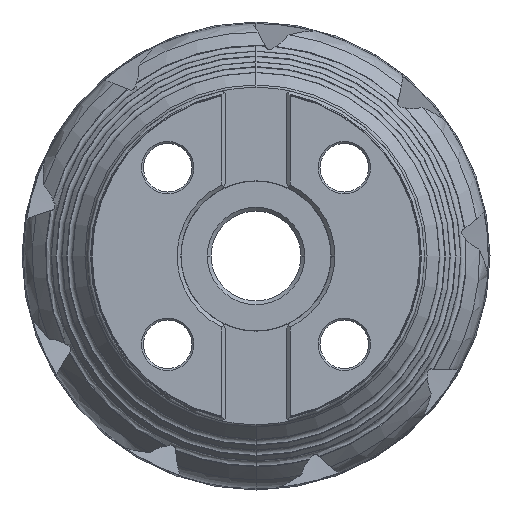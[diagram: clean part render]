
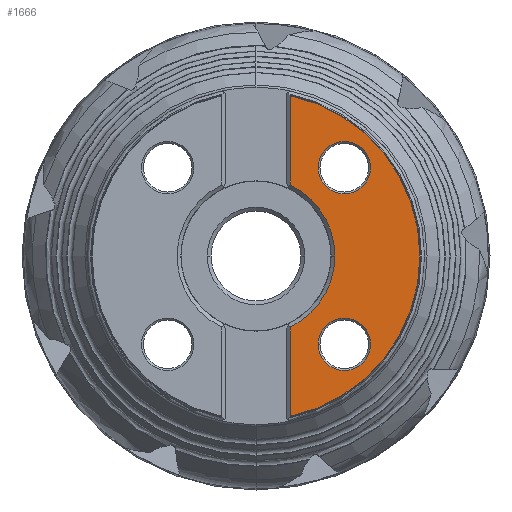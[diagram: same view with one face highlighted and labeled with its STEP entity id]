
A CAD part, left-side view. The second image highlights one B-rep face of the part: STEP entity #1666.
In plain terms, the highlighted planar face has unit normal (-1, 0, 0).
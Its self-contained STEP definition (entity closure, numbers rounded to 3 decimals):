
#1666 = ADVANCED_FACE ( 'NONE', ( #10120, #10124, #10126 ), #10574, .T. ) ;
#2147 = AXIS2_PLACEMENT_3D ( 'NONE', #2943, #2954, #2955 ) ;
#2148 = AXIS2_PLACEMENT_3D ( 'NONE', #2944, #2951, #2952 ) ;
#2149 = AXIS2_PLACEMENT_3D ( 'NONE', #2937, #2941, #2942 ) ;
#2150 = AXIS2_PLACEMENT_3D ( 'NONE', #2950, #2957, #2958 ) ;
#2591 = LINE ( 'NONE', #2938, #2595 ) ;
#2593 = LINE ( 'NONE', #2959, #2598 ) ;
#2595 = VECTOR ( 'NONE', #2939, 1000. ) ;
#2596 = CIRCLE ( 'NONE', #2149, 43.788 ) ;
#2597 = CIRCLE ( 'NONE', #2148, 7. ) ;
#2598 = VECTOR ( 'NONE', #2960, 1000. ) ;
#2599 = CIRCLE ( 'NONE', #2147, 7. ) ;
#2601 = CIRCLE ( 'NONE', #2150, 21.075 ) ;
#2937 = CARTESIAN_POINT ( 'NONE',  ( -61.25, 0., 0. ) ) ;
#2938 = CARTESIAN_POINT ( 'NONE',  ( -61.25, -9.2, 53.175 ) ) ;
#2939 = DIRECTION ( 'NONE',  ( 0., 0., -1. ) ) ;
#2941 = DIRECTION ( 'NONE',  ( 1., 0., 0. ) ) ;
#2942 = DIRECTION ( 'NONE',  ( 0., 0., -1. ) ) ;
#2943 = CARTESIAN_POINT ( 'NONE',  ( -61.25, -23.582, 23.582 ) ) ;
#2944 = CARTESIAN_POINT ( 'NONE',  ( -61.25, -23.582, -23.582 ) ) ;
#2950 = CARTESIAN_POINT ( 'NONE',  ( -61.25, 0., 0. ) ) ;
#2951 = DIRECTION ( 'NONE',  ( 1., 0., 0. ) ) ;
#2952 = DIRECTION ( 'NONE',  ( 0., 0., 1. ) ) ;
#2954 = DIRECTION ( 'NONE',  ( 1., 0., 0. ) ) ;
#2955 = DIRECTION ( 'NONE',  ( 0., 0., 1. ) ) ;
#2957 = DIRECTION ( 'NONE',  ( 1., 0., 0. ) ) ;
#2958 = DIRECTION ( 'NONE',  ( 0., 1., 0. ) ) ;
#2959 = CARTESIAN_POINT ( 'NONE',  ( -61.25, -9.2, 53.175 ) ) ;
#2960 = DIRECTION ( 'NONE',  ( 0., 0., -1. ) ) ;
#4537 = EDGE_CURVE ( 'NONE', #16285, #16286, #10539, .T. ) ;
#4592 = EDGE_CURVE ( 'NONE', #16220, #16222, #10692, .T. ) ;
#4730 = EDGE_CURVE ( 'NONE', #16278, #16279, #10986, .T. ) ;
#5468 = ORIENTED_EDGE ( 'NONE', *, *, #4537, .T. ) ;
#5469 = ORIENTED_EDGE ( 'NONE', *, *, #9196, .T. ) ;
#5470 = ORIENTED_EDGE ( 'NONE', *, *, #4730, .T. ) ;
#5471 = ORIENTED_EDGE ( 'NONE', *, *, #9197, .T. ) ;
#5472 = ORIENTED_EDGE ( 'NONE', *, *, #9193, .T. ) ;
#5473 = ORIENTED_EDGE ( 'NONE', *, *, #9194, .F. ) ;
#5474 = ORIENTED_EDGE ( 'NONE', *, *, #9199, .T. ) ;
#5475 = ORIENTED_EDGE ( 'NONE', *, *, #4592, .T. ) ;
#5476 = ORIENTED_EDGE ( 'NONE', *, *, #9198, .T. ) ;
#7016 = CARTESIAN_POINT ( 'NONE',  ( -61.25, -9.2, 42.81 ) ) ;
#7017 = CARTESIAN_POINT ( 'NONE',  ( -61.25, -9.2, -42.81 ) ) ;
#7018 = CARTESIAN_POINT ( 'NONE',  ( -61.25, -9.2, -18.961 ) ) ;
#7170 = CARTESIAN_POINT ( 'NONE',  ( -61.25, -9.2, 18.961 ) ) ;
#7172 = CARTESIAN_POINT ( 'NONE',  ( -61.25, -21.075, 0. ) ) ;
#7228 = CARTESIAN_POINT ( 'NONE',  ( -61.25, -23.582, 30.582 ) ) ;
#7229 = CARTESIAN_POINT ( 'NONE',  ( -61.25, -23.582, 16.582 ) ) ;
#7235 = CARTESIAN_POINT ( 'NONE',  ( -61.25, -23.582, -16.582 ) ) ;
#7236 = CARTESIAN_POINT ( 'NONE',  ( -61.25, -23.582, -30.582 ) ) ;
#8269 = EDGE_LOOP ( 'NONE', ( #5472, #5473, #5474, #5475, #5476 ) ) ;
#8271 = EDGE_LOOP ( 'NONE', ( #5470, #5471 ) ) ;
#8273 = EDGE_LOOP ( 'NONE', ( #5468, #5469 ) ) ;
#9193 = EDGE_CURVE ( 'NONE', #16068, #16067, #2591, .T. ) ;
#9194 = EDGE_CURVE ( 'NONE', #16066, #16067, #2596, .T. ) ;
#9196 = EDGE_CURVE ( 'NONE', #16286, #16285, #2597, .T. ) ;
#9197 = EDGE_CURVE ( 'NONE', #16279, #16278, #2599, .T. ) ;
#9198 = EDGE_CURVE ( 'NONE', #16222, #16068, #2601, .T. ) ;
#9199 = EDGE_CURVE ( 'NONE', #16066, #16220, #2593, .T. ) ;
#9998 = AXIS2_PLACEMENT_3D ( 'NONE', #10580, #10581, #10578 ) ;
#10120 = FACE_BOUND ( 'NONE', #8273, .T. ) ;
#10124 = FACE_BOUND ( 'NONE', #8271, .T. ) ;
#10126 = FACE_OUTER_BOUND ( 'NONE', #8269, .T. ) ;
#10539 = CIRCLE ( 'NONE', #12881, 7. ) ;
#10574 = PLANE ( 'NONE',  #9998 ) ;
#10578 = DIRECTION ( 'NONE',  ( 0., 0., 1. ) ) ;
#10580 = CARTESIAN_POINT ( 'NONE',  ( -61.25, 43.788, 0. ) ) ;
#10581 = DIRECTION ( 'NONE',  ( -1., 0., 0. ) ) ;
#10692 = CIRCLE ( 'NONE', #12902, 21.075 ) ;
#10986 = CIRCLE ( 'NONE', #12959, 7. ) ;
#12508 = CARTESIAN_POINT ( 'NONE',  ( -61.25, -23.582, -23.582 ) ) ;
#12517 = DIRECTION ( 'NONE',  ( 1., 0., 0. ) ) ;
#12518 = DIRECTION ( 'NONE',  ( 0., 0., 1. ) ) ;
#12881 = AXIS2_PLACEMENT_3D ( 'NONE', #12508, #12517, #12518 ) ;
#12902 = AXIS2_PLACEMENT_3D ( 'NONE', #13104, #13105, #13106 ) ;
#12959 = AXIS2_PLACEMENT_3D ( 'NONE', #13548, #13549, #13550 ) ;
#13104 = CARTESIAN_POINT ( 'NONE',  ( -61.25, 0., 0. ) ) ;
#13105 = DIRECTION ( 'NONE',  ( 1., 0., 0. ) ) ;
#13106 = DIRECTION ( 'NONE',  ( 0., 1., 0. ) ) ;
#13548 = CARTESIAN_POINT ( 'NONE',  ( -61.25, -23.582, 23.582 ) ) ;
#13549 = DIRECTION ( 'NONE',  ( 1., 0., 0. ) ) ;
#13550 = DIRECTION ( 'NONE',  ( 0., 0., 1. ) ) ;
#16066 = VERTEX_POINT ( 'NONE', #7016 ) ;
#16067 = VERTEX_POINT ( 'NONE', #7017 ) ;
#16068 = VERTEX_POINT ( 'NONE', #7018 ) ;
#16220 = VERTEX_POINT ( 'NONE', #7170 ) ;
#16222 = VERTEX_POINT ( 'NONE', #7172 ) ;
#16278 = VERTEX_POINT ( 'NONE', #7228 ) ;
#16279 = VERTEX_POINT ( 'NONE', #7229 ) ;
#16285 = VERTEX_POINT ( 'NONE', #7235 ) ;
#16286 = VERTEX_POINT ( 'NONE', #7236 ) ;
